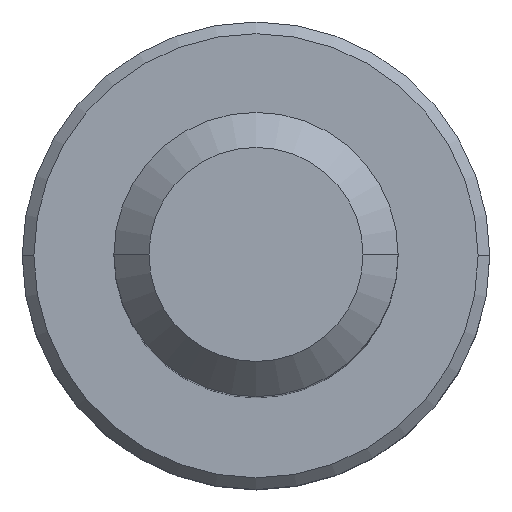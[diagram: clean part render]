
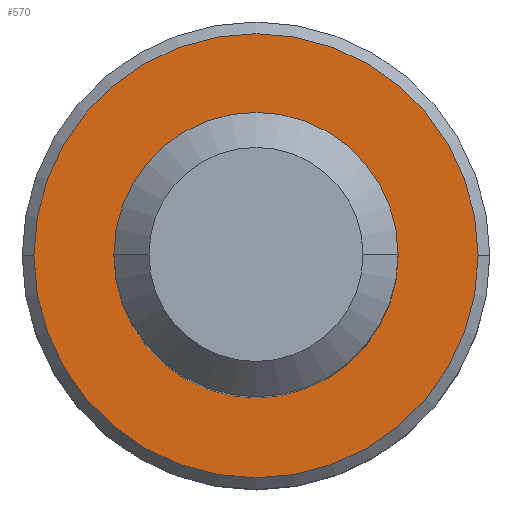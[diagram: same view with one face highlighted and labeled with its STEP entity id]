
A CAD part, top view. The second image highlights one B-rep face of the part: STEP entity #570.
In plain terms, the highlighted planar face has unit normal (0, 0, 1).
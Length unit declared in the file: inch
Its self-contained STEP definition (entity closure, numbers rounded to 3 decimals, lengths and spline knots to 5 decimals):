
#4 = VERTEX_POINT ( 'NONE', #100 ) ;
#22 = DIRECTION ( 'NONE',  ( 0., 0., 1. ) ) ;
#37 = DIRECTION ( 'NONE',  ( -1., 0., 0. ) ) ;
#59 = CIRCLE ( 'NONE', #217, 0.095 ) ;
#72 = DIRECTION ( 'NONE',  ( -1., 0., 0. ) ) ;
#100 = CARTESIAN_POINT ( 'NONE',  ( 0.095, 0., -0.5 ) ) ;
#118 = FACE_OUTER_BOUND ( 'NONE', #673, .T. ) ;
#172 = DIRECTION ( 'NONE',  ( 0., 0., 1. ) ) ;
#181 = DIRECTION ( 'NONE',  ( 0., 0., 1. ) ) ;
#201 = CARTESIAN_POINT ( 'NONE',  ( -0.095, 0., -0.5 ) ) ;
#217 = AXIS2_PLACEMENT_3D ( 'NONE', #601, #528, #37 ) ;
#228 = EDGE_CURVE ( 'NONE', #553, #415, #391, .T. ) ;
#274 = DIRECTION ( 'NONE',  ( -1., 0., 0. ) ) ;
#283 = AXIS2_PLACEMENT_3D ( 'NONE', #623, #181, #72 ) ;
#331 = AXIS2_PLACEMENT_3D ( 'NONE', #720, #172, #413 ) ;
#334 = EDGE_CURVE ( 'NONE', #4, #342, #377, .T. ) ;
#342 = VERTEX_POINT ( 'NONE', #201 ) ;
#377 = CIRCLE ( 'NONE', #480, 0.095 ) ;
#391 = CIRCLE ( 'NONE', #283, 0.14844 ) ;
#413 = DIRECTION ( 'NONE',  ( -1., 0., 0. ) ) ;
#415 = VERTEX_POINT ( 'NONE', #593 ) ;
#442 = CIRCLE ( 'NONE', #331, 0.14844 ) ;
#463 = EDGE_CURVE ( 'NONE', #342, #4, #59, .T. ) ;
#480 = AXIS2_PLACEMENT_3D ( 'NONE', #577, #22, #274 ) ;
#525 = ORIENTED_EDGE ( 'NONE', *, *, #463, .F. ) ;
#528 = DIRECTION ( 'NONE',  ( 0., 0., 1. ) ) ;
#536 = EDGE_CURVE ( 'NONE', #415, #553, #442, .T. ) ;
#551 = DIRECTION ( 'NONE',  ( 0., 0., -1. ) ) ;
#553 = VERTEX_POINT ( 'NONE', #614 ) ;
#554 = FACE_BOUND ( 'NONE', #780, .T. ) ;
#570 = ADVANCED_FACE ( 'NONE', ( #118, #554 ), #726, .F. ) ;
#577 = CARTESIAN_POINT ( 'NONE',  ( 0., 0., -0.5 ) ) ;
#593 = CARTESIAN_POINT ( 'NONE',  ( 0.14844, 0., -0.5 ) ) ;
#601 = CARTESIAN_POINT ( 'NONE',  ( 0., 0., -0.5 ) ) ;
#613 = AXIS2_PLACEMENT_3D ( 'NONE', #671, #551, #793 ) ;
#614 = CARTESIAN_POINT ( 'NONE',  ( -0.14844, 0., -0.5 ) ) ;
#623 = CARTESIAN_POINT ( 'NONE',  ( 0., 0., -0.5 ) ) ;
#671 = CARTESIAN_POINT ( 'NONE',  ( 0., 0., -0.5 ) ) ;
#673 = EDGE_LOOP ( 'NONE', ( #792, #755 ) ) ;
#708 = ORIENTED_EDGE ( 'NONE', *, *, #334, .F. ) ;
#720 = CARTESIAN_POINT ( 'NONE',  ( 0., 0., -0.5 ) ) ;
#726 = PLANE ( 'NONE',  #613 ) ;
#755 = ORIENTED_EDGE ( 'NONE', *, *, #536, .T. ) ;
#780 = EDGE_LOOP ( 'NONE', ( #708, #525 ) ) ;
#792 = ORIENTED_EDGE ( 'NONE', *, *, #228, .T. ) ;
#793 = DIRECTION ( 'NONE',  ( -1., 0., 0. ) ) ;
